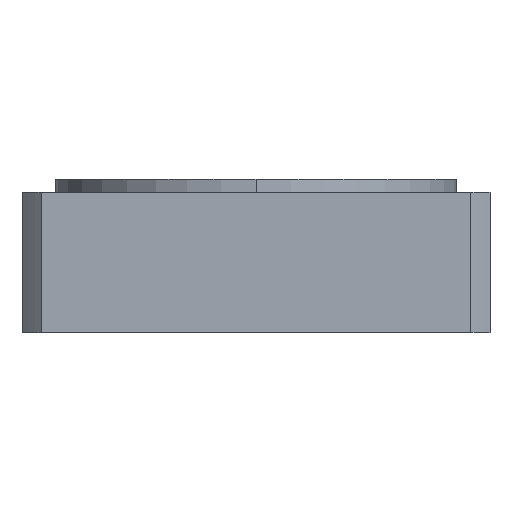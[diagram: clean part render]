
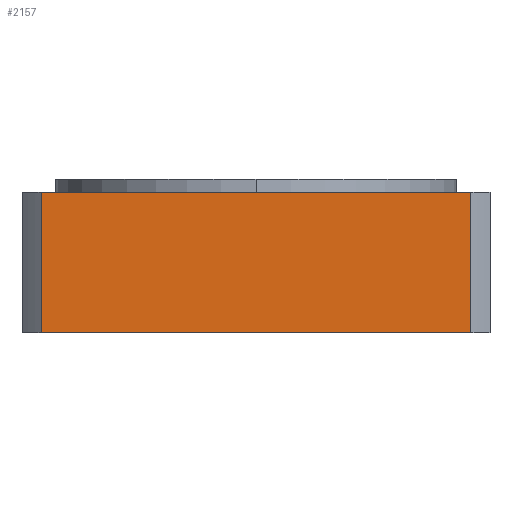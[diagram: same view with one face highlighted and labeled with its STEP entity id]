
A CAD part, left-side view. The second image highlights one B-rep face of the part: STEP entity #2157.
In plain terms, the highlighted planar face has unit normal (-1, 0, 0).
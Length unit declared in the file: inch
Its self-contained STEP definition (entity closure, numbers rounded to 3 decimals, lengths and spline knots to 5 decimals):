
#162 = EDGE_CURVE ( 'NONE', #705, #809, #2248, .T. ) ;
#170 = VERTEX_POINT ( 'NONE', #204 ) ;
#175 = ORIENTED_EDGE ( 'NONE', *, *, #162, .F. ) ;
#197 = LINE ( 'NONE', #798, #901 ) ;
#204 = CARTESIAN_POINT ( 'NONE',  ( -0.875, 0.80283, -0.525 ) ) ;
#238 = CARTESIAN_POINT ( 'NONE',  ( -0.875, 0.875, -0.525 ) ) ;
#486 = CARTESIAN_POINT ( 'NONE',  ( -0.875, -0.80283, -0.525 ) ) ;
#560 = DIRECTION ( 'NONE',  ( 0., 0., -1. ) ) ;
#609 = DIRECTION ( 'NONE',  ( 0., 1., 0. ) ) ;
#705 = VERTEX_POINT ( 'NONE', #1282 ) ;
#735 = FACE_OUTER_BOUND ( 'NONE', #2538, .T. ) ;
#798 = CARTESIAN_POINT ( 'NONE',  ( -0.875, 0.80283, -0.525 ) ) ;
#809 = VERTEX_POINT ( 'NONE', #486 ) ;
#821 = VECTOR ( 'NONE', #609, 39.37008 ) ;
#825 = CARTESIAN_POINT ( 'NONE',  ( -0.875, -0.80283, -0.525 ) ) ;
#901 = VECTOR ( 'NONE', #2050, 39.37008 ) ;
#1003 = LINE ( 'NONE', #1822, #821 ) ;
#1282 = CARTESIAN_POINT ( 'NONE',  ( -0.875, -0.80283, 0. ) ) ;
#1292 = EDGE_CURVE ( 'NONE', #809, #170, #2064, .T. ) ;
#1509 = VECTOR ( 'NONE', #1662, 39.37008 ) ;
#1536 = ORIENTED_EDGE ( 'NONE', *, *, #2576, .T. ) ;
#1537 = PLANE ( 'NONE',  #1598 ) ;
#1587 = DIRECTION ( 'NONE',  ( 1., 0., 0. ) ) ;
#1598 = AXIS2_PLACEMENT_3D ( 'NONE', #1971, #1587, #560 ) ;
#1612 = DIRECTION ( 'NONE',  ( 0., 0., -1. ) ) ;
#1662 = DIRECTION ( 'NONE',  ( 0., 1., 0. ) ) ;
#1755 = VECTOR ( 'NONE', #1612, 39.37008 ) ;
#1822 = CARTESIAN_POINT ( 'NONE',  ( -0.875, 0.875, 0. ) ) ;
#1859 = VERTEX_POINT ( 'NONE', #2233 ) ;
#1867 = ORIENTED_EDGE ( 'NONE', *, *, #2223, .F. ) ;
#1887 = ORIENTED_EDGE ( 'NONE', *, *, #1292, .F. ) ;
#1971 = CARTESIAN_POINT ( 'NONE',  ( -0.875, 0.875, -0.525 ) ) ;
#2050 = DIRECTION ( 'NONE',  ( 0., 0., 1. ) ) ;
#2064 = LINE ( 'NONE', #238, #1509 ) ;
#2157 = ADVANCED_FACE ( 'NONE', ( #735 ), #1537, .F. ) ;
#2223 = EDGE_CURVE ( 'NONE', #170, #1859, #197, .T. ) ;
#2233 = CARTESIAN_POINT ( 'NONE',  ( -0.875, 0.80283, 0. ) ) ;
#2248 = LINE ( 'NONE', #825, #1755 ) ;
#2538 = EDGE_LOOP ( 'NONE', ( #1867, #1887, #175, #1536 ) ) ;
#2576 = EDGE_CURVE ( 'NONE', #705, #1859, #1003, .T. ) ;
